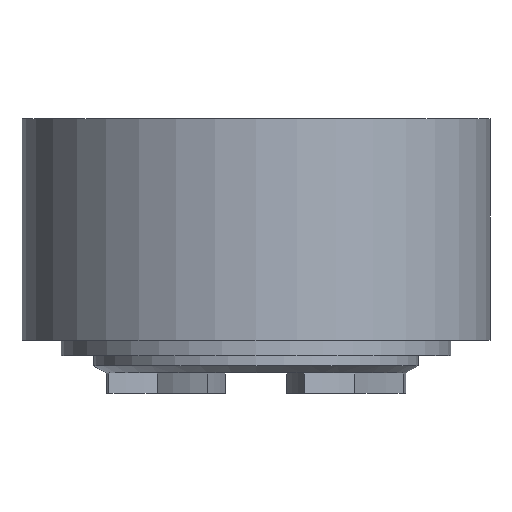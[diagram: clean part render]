
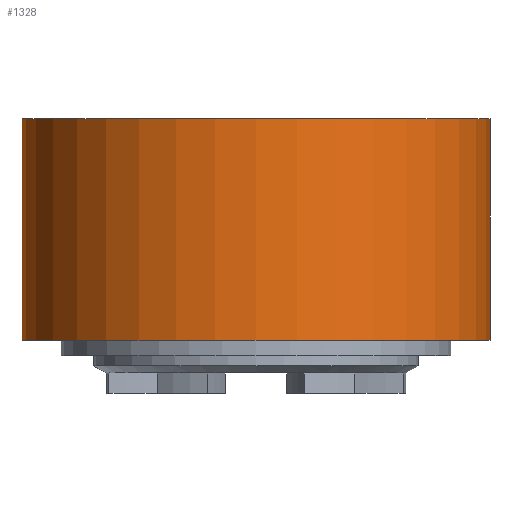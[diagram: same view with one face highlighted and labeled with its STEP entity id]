
A CAD part, left-side view. The second image highlights one B-rep face of the part: STEP entity #1328.
In plain terms, the highlighted cylindrical face has radius 23 mm (diameter 46 mm), a partial arc.
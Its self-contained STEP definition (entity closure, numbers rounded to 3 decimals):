
#29=CYLINDRICAL_SURFACE('',#1397,23.);
#62=CIRCLE('',#1398,23.);
#63=CIRCLE('',#1399,23.);
#156=ORIENTED_EDGE('',*,*,#414,.T.);
#157=ORIENTED_EDGE('',*,*,#415,.F.);
#158=ORIENTED_EDGE('',*,*,#411,.F.);
#159=ORIENTED_EDGE('',*,*,#416,.F.);
#411=EDGE_CURVE('',#540,#541,#628,.T.);
#414=EDGE_CURVE('',#542,#543,#629,.T.);
#415=EDGE_CURVE('',#541,#543,#62,.T.);
#416=EDGE_CURVE('',#542,#540,#63,.T.);
#540=VERTEX_POINT('',#1892);
#541=VERTEX_POINT('',#1893);
#542=VERTEX_POINT('',#1898);
#543=VERTEX_POINT('',#1899);
#628=LINE('',#1891,#672);
#629=LINE('',#1897,#673);
#672=VECTOR('',#1553,1000.);
#673=VECTOR('',#1560,1000.);
#713=EDGE_LOOP('',(#156,#157,#158,#159));
#793=FACE_BOUND('',#713,.T.);
#1328=ADVANCED_FACE('',(#793),#29,.T.);
#1397=AXIS2_PLACEMENT_3D('',#1896,#1558,#1559);
#1398=AXIS2_PLACEMENT_3D('',#1900,#1561,#1562);
#1399=AXIS2_PLACEMENT_3D('',#1901,#1563,#1564);
#1553=DIRECTION('',(0.,0.,1.));
#1558=DIRECTION('',(0.,0.,-1.));
#1559=DIRECTION('',(1.,0.,0.));
#1560=DIRECTION('',(0.,0.,1.));
#1561=DIRECTION('',(0.,0.,1.));
#1562=DIRECTION('',(1.,0.,0.));
#1563=DIRECTION('',(0.,0.,-1.));
#1564=DIRECTION('',(-1.,0.,0.));
#1891=CARTESIAN_POINT('',(19.919,11.5,-73.606));
#1892=CARTESIAN_POINT('',(19.919,11.5,3.2));
#1893=CARTESIAN_POINT('',(19.919,11.5,25.));
#1896=CARTESIAN_POINT('',(0.,0.,-73.606));
#1897=CARTESIAN_POINT('',(19.919,-11.5,-73.606));
#1898=CARTESIAN_POINT('',(19.919,-11.5,3.2));
#1899=CARTESIAN_POINT('',(19.919,-11.5,25.));
#1900=CARTESIAN_POINT('',(0.,0.,25.));
#1901=CARTESIAN_POINT('',(0.,0.,3.2));
